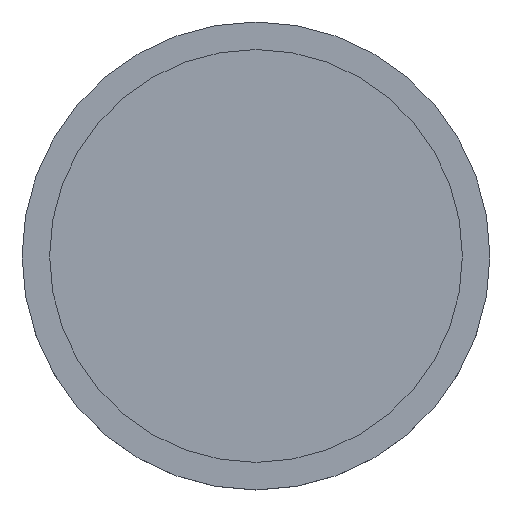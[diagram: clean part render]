
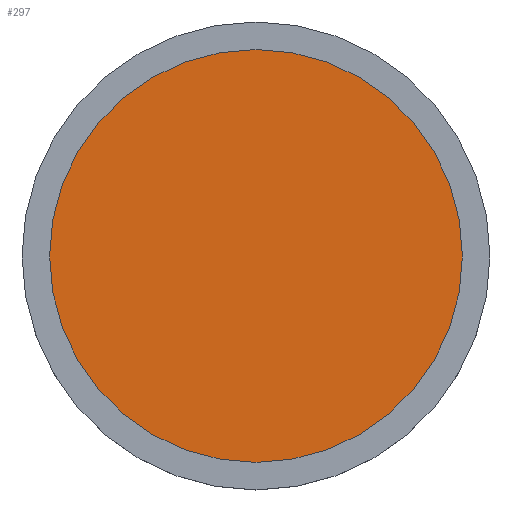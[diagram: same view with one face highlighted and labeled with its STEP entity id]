
A CAD part, top view. The second image highlights one B-rep face of the part: STEP entity #297.
In plain terms, the highlighted planar face has unit normal (0, 0, 1).
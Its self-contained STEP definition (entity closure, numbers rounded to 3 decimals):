
#168 = CYLINDRICAL_SURFACE('',#169,10.5);
#169 = AXIS2_PLACEMENT_3D('',#170,#171,#172);
#170 = CARTESIAN_POINT('',(0.,0.,2.6));
#171 = DIRECTION('',(0.,0.,1.));
#172 = DIRECTION('',(1.,0.,0.));
#243 = VERTEX_POINT('',#244);
#244 = CARTESIAN_POINT('',(10.5,0.,2.4));
#265 = EDGE_CURVE('',#243,#243,#266,.T.);
#266 = SURFACE_CURVE('',#267,(#272,#279),.PCURVE_S1.);
#267 = CIRCLE('',#268,10.5);
#268 = AXIS2_PLACEMENT_3D('',#269,#270,#271);
#269 = CARTESIAN_POINT('',(0.,0.,2.4));
#270 = DIRECTION('',(0.,0.,1.));
#271 = DIRECTION('',(1.,0.,0.));
#272 = PCURVE('',#168,#273);
#273 = DEFINITIONAL_REPRESENTATION('',(#274),#278);
#274 = LINE('',#275,#276);
#275 = CARTESIAN_POINT('',(0.,-0.2));
#276 = VECTOR('',#277,1.);
#277 = DIRECTION('',(1.,0.));
#278 = ( GEOMETRIC_REPRESENTATION_CONTEXT(2) 
PARAMETRIC_REPRESENTATION_CONTEXT() REPRESENTATION_CONTEXT('2D SPACE',''
  ) );
#279 = PCURVE('',#280,#285);
#280 = PLANE('',#281);
#281 = AXIS2_PLACEMENT_3D('',#282,#283,#284);
#282 = CARTESIAN_POINT('',(0.,0.,2.4));
#283 = DIRECTION('',(0.,0.,1.));
#284 = DIRECTION('',(1.,0.,0.));
#285 = DEFINITIONAL_REPRESENTATION('',(#286),#290);
#286 = CIRCLE('',#287,10.5);
#287 = AXIS2_PLACEMENT_2D('',#288,#289);
#288 = CARTESIAN_POINT('',(0.,0.));
#289 = DIRECTION('',(1.,0.));
#290 = ( GEOMETRIC_REPRESENTATION_CONTEXT(2) 
PARAMETRIC_REPRESENTATION_CONTEXT() REPRESENTATION_CONTEXT('2D SPACE',''
  ) );
#297 = ADVANCED_FACE('',(#298),#280,.T.);
#298 = FACE_BOUND('',#299,.T.);
#299 = EDGE_LOOP('',(#300));
#300 = ORIENTED_EDGE('',*,*,#265,.T.);
